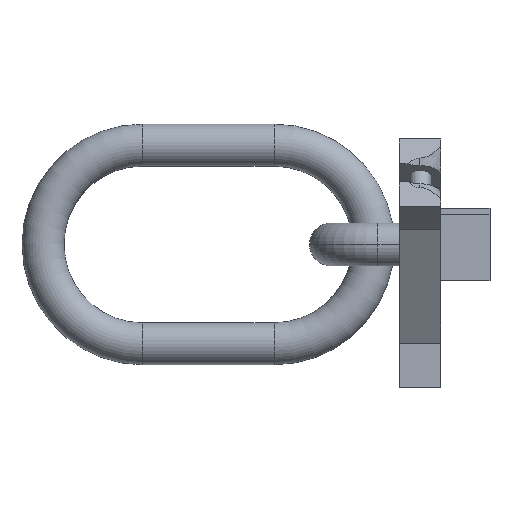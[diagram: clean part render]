
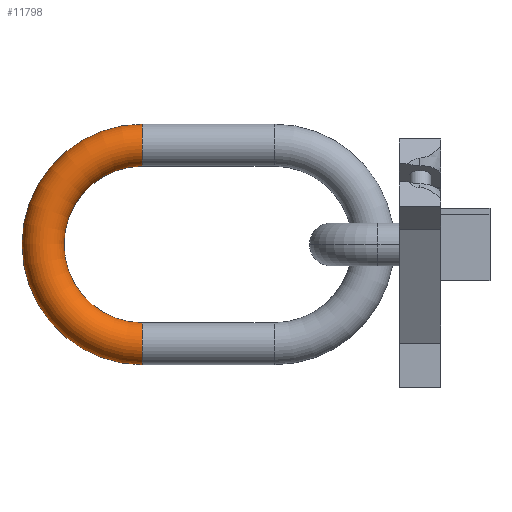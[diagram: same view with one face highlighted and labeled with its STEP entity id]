
A CAD part, left-side view. The second image highlights one B-rep face of the part: STEP entity #11798.
In plain terms, the highlighted toroidal (fillet/blend) face has major radius 120.5 mm and minor radius 25.5 mm.
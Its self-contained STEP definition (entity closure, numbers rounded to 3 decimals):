
#11616=CARTESIAN_POINT('',(0.,362.,0.));
#11617=DIRECTION('',(-1.,0.,0.));
#11618=DIRECTION('',(0.,0.,1.));
#11619=AXIS2_PLACEMENT_3D('',#11616,#11617,#11618);
#11659=CARTESIAN_POINT('',(0.,362.,120.5));
#11660=DIRECTION('',(0.,1.,0.));
#11661=DIRECTION('',(0.,0.,-1.));
#11662=AXIS2_PLACEMENT_3D('',#11659,#11660,#11661);
#11664=CARTESIAN_POINT('',(0.,362.,0.));
#11665=DIRECTION('',(-1.,0.,0.));
#11666=DIRECTION('',(0.,0.,1.));
#11667=AXIS2_PLACEMENT_3D('',#11664,#11665,#11666);
#11669=CARTESIAN_POINT('',(0.,362.,-120.5));
#11670=DIRECTION('',(0.,-1.,0.));
#11671=DIRECTION('',(0.,0.,1.));
#11672=AXIS2_PLACEMENT_3D('',#11669,#11670,#11671);
#11683=CARTESIAN_POINT('',(0.,362.,-146.));
#11684=CARTESIAN_POINT('',(0.,362.,-95.));
#11685=VERTEX_POINT('',#11683);
#11686=VERTEX_POINT('',#11684);
#11695=CARTESIAN_POINT('',(0.,362.,146.));
#11696=CARTESIAN_POINT('',(0.,362.,95.));
#11697=VERTEX_POINT('',#11695);
#11698=VERTEX_POINT('',#11696);
#11786=CARTESIAN_POINT('',(0.,362.,0.));
#11787=DIRECTION('',(-1.,0.,0.));
#11788=DIRECTION('',(0.,0.,-1.));
#11789=AXIS2_PLACEMENT_3D('',#11786,#11787,#11788);
#11790=TOROIDAL_SURFACE('',#11789,120.5,25.5);
#11792=ORIENTED_EDGE('',*,*,#11791,.F.);
#11793=ORIENTED_EDGE('',*,*,#11725,.T.);
#11794=ORIENTED_EDGE('',*,*,#11778,.T.);
#11795=ORIENTED_EDGE('',*,*,#11722,.F.);
#11796=EDGE_LOOP('',(#11792,#11793,#11794,#11795));
#11797=FACE_OUTER_BOUND('',#11796,.F.);
#11798=ADVANCED_FACE('',(#11797),#11790,.T.);
#11620=CIRCLE('',#11619,146.);
#11663=CIRCLE('',#11662,25.5);
#11668=CIRCLE('',#11667,95.);
#11673=CIRCLE('',#11672,25.5);
#11722=EDGE_CURVE('',#11697,#11685,#11620,.T.);
#11725=EDGE_CURVE('',#11698,#11686,#11668,.T.);
#11778=EDGE_CURVE('',#11686,#11685,#11673,.T.);
#11791=EDGE_CURVE('',#11698,#11697,#11663,.T.);
